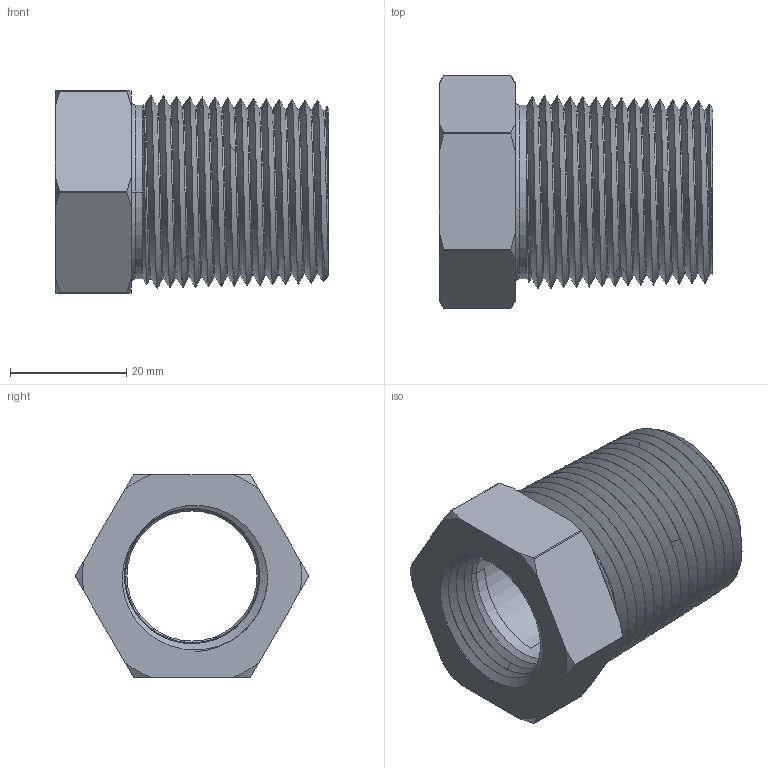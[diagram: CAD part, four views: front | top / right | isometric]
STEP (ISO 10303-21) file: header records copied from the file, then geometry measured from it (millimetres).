
FILE_DESCRIPTION((''),'2;1');
FILE_NAME('HEX_BUSHING_H_SHB','2025-07-08T13:40:55',('Administrator'),(''),'CREO PARAMETRIC BY PTC INC, 2020414','CREO PARAMETRIC BY PTC INC, 2020414','');
FILE_SCHEMA(('AUTOMOTIVE_DESIGN { 1 0 10303 214 1 1 1 1 }'));
Length unit declared in the file: millimetre
Products named in the file (1): HEX_BUSHING_H_SHB
Bounding box: 47 x 40.24 x 34.9 mm (x, y, z)
Volume: 19396.2 mm3; surface area: 12452.1 mm2
Topology: 1 solids, 1 shells, 92 faces, 261 edges, 184 vertices
Faces by surface type: cone 53, bspline 18, cylinder 10, plane 9, torus 2
Entity records: 10102 total; most frequent: CARTESIAN_POINT 7833, ORIENTED_EDGE 510, DIRECTION 302, EDGE_CURVE 255, VERTEX_POINT 166, B_SPLINE_CURVE_WITH_KNOTS 142, COLOUR_RGB 116, AXIS2_PLACEMENT_3D 108
